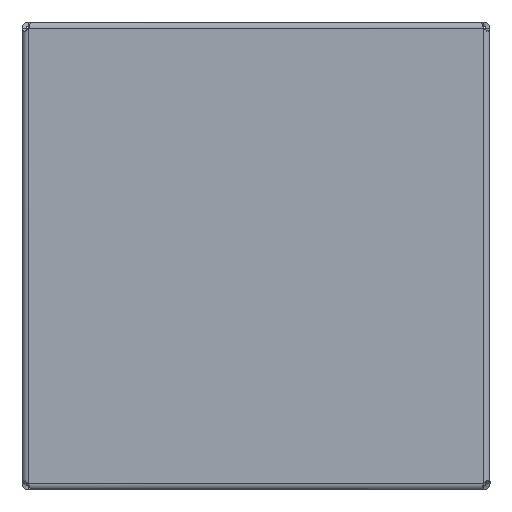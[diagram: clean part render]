
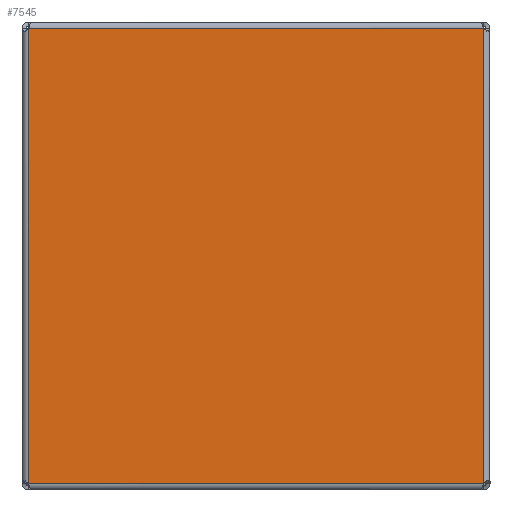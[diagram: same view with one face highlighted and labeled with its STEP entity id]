
A CAD part, front view. The second image highlights one B-rep face of the part: STEP entity #7545.
In plain terms, the highlighted planar face has unit normal (0, -1, 0).
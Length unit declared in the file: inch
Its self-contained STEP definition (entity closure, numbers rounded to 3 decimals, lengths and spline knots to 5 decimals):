
#700 = CARTESIAN_POINT ( 'NONE',  ( -5.83352, 0., -12.66504 ) ) ;
#735 = VERTEX_POINT ( 'NONE', #7449 ) ;
#785 = CARTESIAN_POINT ( 'NONE',  ( -5.83352, 0., -0.99806 ) ) ;
#1292 = VERTEX_POINT ( 'NONE', #700 ) ;
#1632 = VECTOR ( 'NONE', #5840, 39.37008 ) ;
#1751 = EDGE_CURVE ( 'NONE', #4115, #735, #4235, .T. ) ;
#2010 = LINE ( 'NONE', #5494, #3990 ) ;
#2054 = CARTESIAN_POINT ( 'NONE',  ( 5.83352, 0., -12.66504 ) ) ;
#3082 = DIRECTION ( 'NONE',  ( 0., 0., -1. ) ) ;
#3339 = VECTOR ( 'NONE', #6696, 39.37008 ) ;
#3627 = CARTESIAN_POINT ( 'NONE',  ( 5.83352, 0., 0. ) ) ;
#3879 = CARTESIAN_POINT ( 'NONE',  ( -5.83352, 0., 0. ) ) ;
#3990 = VECTOR ( 'NONE', #3993, 39.37008 ) ;
#3993 = DIRECTION ( 'NONE',  ( 1., 0., 0. ) ) ;
#4115 = VERTEX_POINT ( 'NONE', #2054 ) ;
#4235 = LINE ( 'NONE', #3627, #4317 ) ;
#4317 = VECTOR ( 'NONE', #7853, 39.37008 ) ;
#4462 = FACE_OUTER_BOUND ( 'NONE', #7054, .T. ) ;
#4570 = LINE ( 'NONE', #3879, #3339 ) ;
#5370 = EDGE_CURVE ( 'NONE', #7468, #1292, #4570, .T. ) ;
#5494 = CARTESIAN_POINT ( 'NONE',  ( -14.9548, 0., -12.66504 ) ) ;
#5793 = CARTESIAN_POINT ( 'NONE',  ( -14.9548, 0., -0.99806 ) ) ;
#5840 = DIRECTION ( 'NONE',  ( -1., 0., 0. ) ) ;
#6356 = LINE ( 'NONE', #5793, #1632 ) ;
#6475 = ORIENTED_EDGE ( 'NONE', *, *, #1751, .T. ) ;
#6542 = ORIENTED_EDGE ( 'NONE', *, *, #7933, .T. ) ;
#6576 = PLANE ( 'NONE',  #6613 ) ;
#6613 = AXIS2_PLACEMENT_3D ( 'NONE', #7868, #7365, #3082 ) ;
#6696 = DIRECTION ( 'NONE',  ( 0., 0., -1. ) ) ;
#7054 = EDGE_LOOP ( 'NONE', ( #7778, #6542, #6475, #7915 ) ) ;
#7365 = DIRECTION ( 'NONE',  ( 0., -1., 0. ) ) ;
#7449 = CARTESIAN_POINT ( 'NONE',  ( 5.83352, 0., -0.99806 ) ) ;
#7468 = VERTEX_POINT ( 'NONE', #785 ) ;
#7545 = ADVANCED_FACE ( 'NONE', ( #4462 ), #6576, .T. ) ;
#7778 = ORIENTED_EDGE ( 'NONE', *, *, #5370, .T. ) ;
#7853 = DIRECTION ( 'NONE',  ( 0., 0., 1. ) ) ;
#7868 = CARTESIAN_POINT ( 'NONE',  ( -14.9548, 0., 0. ) ) ;
#7915 = ORIENTED_EDGE ( 'NONE', *, *, #8455, .T. ) ;
#7933 = EDGE_CURVE ( 'NONE', #1292, #4115, #2010, .T. ) ;
#8455 = EDGE_CURVE ( 'NONE', #735, #7468, #6356, .T. ) ;
